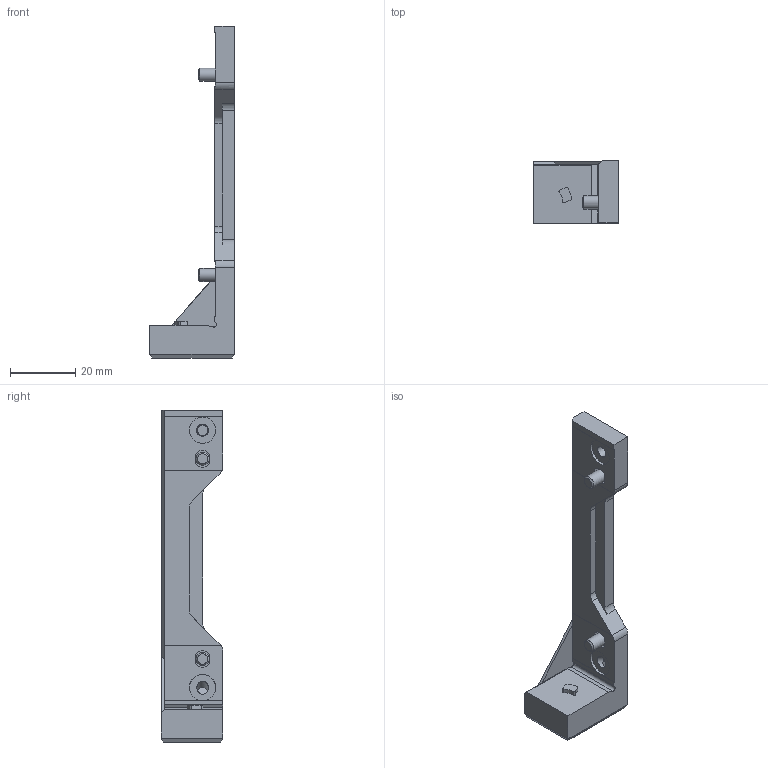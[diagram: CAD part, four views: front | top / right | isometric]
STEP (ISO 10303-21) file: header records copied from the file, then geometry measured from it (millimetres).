
FILE_DESCRIPTION(/* description */ ('STEP AP214'),/* implementation_level */ '2;1');
FILE_NAME(/* name */ '8152384_DADG-AK-G8-16-50',/* time_stamp */ '2024-08-12T16:43:44+02:00',/* author */ ('License CC BY-ND 4.0'),/* organization */ ('CADENAS'),/* preprocessor_version */ 'ST-DEVELOPER v19.3',/* originating_system */ 'PARTsolutions',/* authorisation */ ' ');
FILE_SCHEMA (('AUTOMOTIVE_DESIGN {1 0 10303 214 3 1 1}'));
Length unit declared in the file: millimetre
Products named in the file (3): 8152384 DADG-AK-G8-16-50---(high); 8147126 DGST-16-50---(50_high_g); DIN-6912 - M4x8(F)
Assembly tree (3 placements, depth 2):
  8152384 DADG-AK-G8-16-50---(high)
    8147126 DGST-16-50---(50_high_g)
    DIN-6912 - M4x8(F)  x2
Bounding box: 26 x 19 x 102 mm (x, y, z)
Volume: 12765.3 mm3; surface area: 7045.1 mm2
Topology: 3 solids, 3 shells, 194 faces, 474 edges, 298 vertices
Faces by surface type: plane 120, cylinder 46, cone 22, torus 6
Full cylindrical faces by diameter (mm): 2 x2, 3.5 x2, 4 x2, 4.134 x2, 7 x2, 8.1 x2
Entity records: 4894 total; most frequent: CARTESIAN_POINT 878, DIRECTION 820, ORIENTED_EDGE 784, EDGE_CURVE 392, LINE 274, VECTOR 274, AXIS2_PLACEMENT_3D 273, VERTEX_POINT 265
